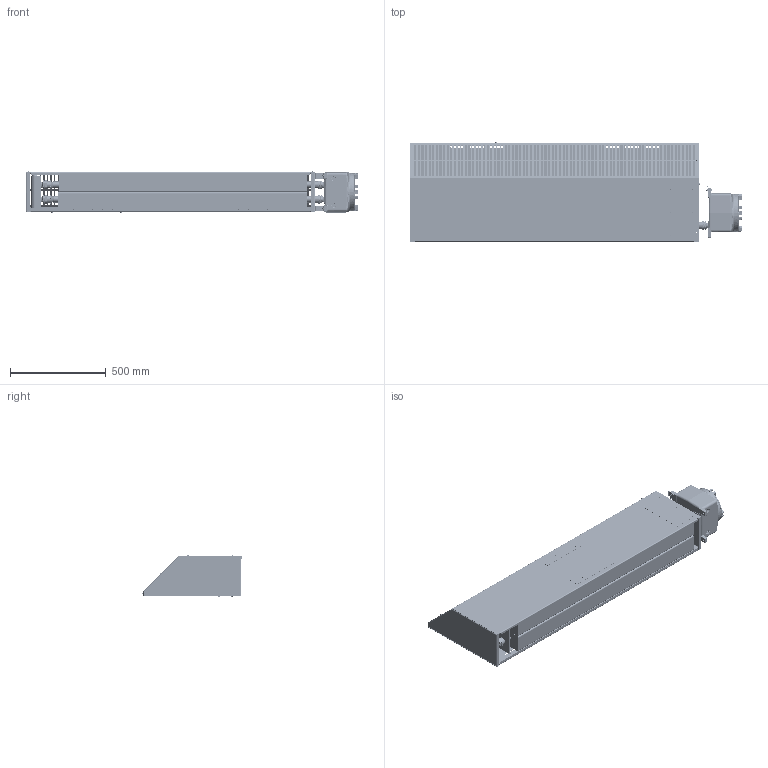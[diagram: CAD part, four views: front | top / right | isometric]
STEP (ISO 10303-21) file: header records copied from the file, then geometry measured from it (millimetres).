
FILE_DESCRIPTION (( 'STEP AP214' ), '1' );
FILE_NAME ('XEC CONTROL BOX 59.5.STEP', '2021-08-31T20:59:59', ( '' ), ( '' ), 'SwSTEP 2.0', 'SolidWorks 2020', '' );
FILE_SCHEMA (( 'AUTOMOTIVE_DESIGN' ));
Length unit declared in the file: inch
Products named in the file (1): XEC CONTROL BOX 59.5
Bounding box: 1735.61 x 519.46 x 215.29 mm (x, y, z)
Volume: 40818001.8 mm3; surface area: 6140463.9 mm2
Topology: 67 solids, 72 shells, 8106 faces, 20284 edges, 12509 vertices
Faces by surface type: cylinder 2506, plane 2171, cone 1464, bspline 1038, torus 850, sphere 77
Entity records: 463755 total; most frequent: CARTESIAN_POINT 175835, ORIENTED_EDGE 40392, DIRECTION 35540, EDGE_CURVE 20196, AXIS2_PLACEMENT_3D 13104, VERTEX_POINT 12498, LINE 9332, VECTOR 9332
